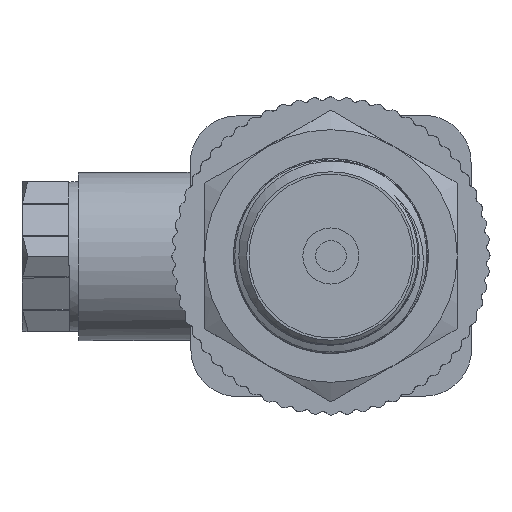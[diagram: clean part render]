
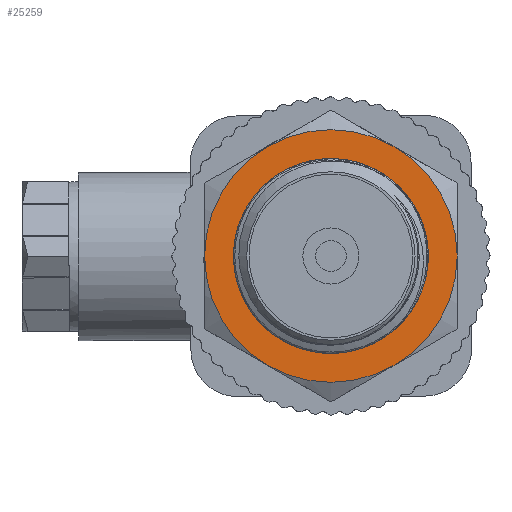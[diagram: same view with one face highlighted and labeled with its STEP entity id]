
A CAD part, left-side view. The second image highlights one B-rep face of the part: STEP entity #25259.
In plain terms, the highlighted face is planar.
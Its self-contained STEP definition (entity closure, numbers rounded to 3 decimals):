
#496=FACE_BOUND('',#4509,.T.);
#1643=PLANE('',#26639);
#3031=FACE_OUTER_BOUND('',#4508,.T.);
#4508=EDGE_LOOP('',(#23642));
#4509=EDGE_LOOP('',(#23643));
#4937=CIRCLE('',#26638,13.5);
#4938=CIRCLE('',#26640,10.);
#12395=VERTEX_POINT('',#65231);
#12396=VERTEX_POINT('',#65235);
#16148=EDGE_CURVE('',#12395,#12395,#4937,.T.);
#16150=EDGE_CURVE('',#12396,#12396,#4938,.T.);
#23642=ORIENTED_EDGE('',*,*,#16148,.T.);
#23643=ORIENTED_EDGE('',*,*,#16150,.F.);
#25259=ADVANCED_FACE('',(#3031,#496),#1643,.T.);
#26638=AXIS2_PLACEMENT_3D('',#65232,#31108,#31109);
#26639=AXIS2_PLACEMENT_3D('',#65234,#31111,#31112);
#26640=AXIS2_PLACEMENT_3D('',#65236,#31113,#31114);
#31108=DIRECTION('center_axis',(1.,0.,0.));
#31109=DIRECTION('ref_axis',(0.,0.,-1.));
#31111=DIRECTION('center_axis',(1.,0.,0.));
#31112=DIRECTION('ref_axis',(0.,0.,-1.));
#31113=DIRECTION('center_axis',(1.,0.,0.));
#31114=DIRECTION('ref_axis',(0.,0.,-1.));
#65231=CARTESIAN_POINT('',(-17.,-13.5,0.));
#65232=CARTESIAN_POINT('Origin',(-17.,0.,0.));
#65234=CARTESIAN_POINT('Origin',(-17.,10.,0.));
#65235=CARTESIAN_POINT('',(-17.,0.,10.));
#65236=CARTESIAN_POINT('Origin',(-17.,0.,0.));
